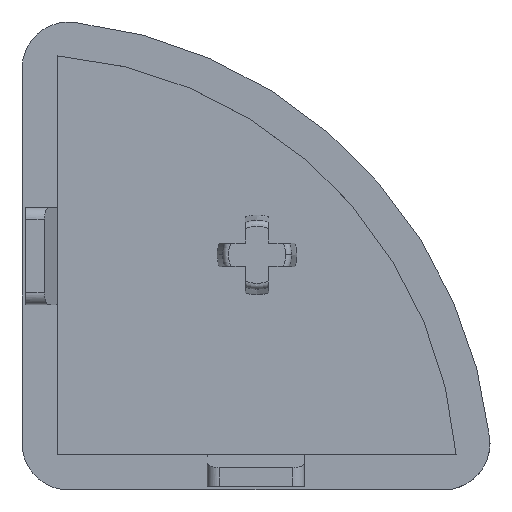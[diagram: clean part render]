
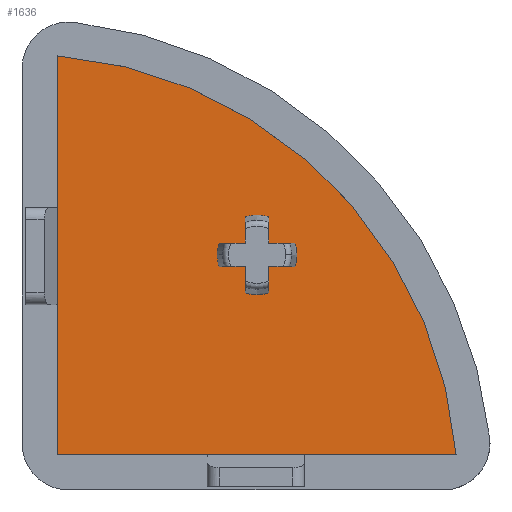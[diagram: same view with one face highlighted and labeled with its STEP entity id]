
A CAD part, top view. The second image highlights one B-rep face of the part: STEP entity #1636.
In plain terms, the highlighted planar face has unit normal (0, 0, 1).
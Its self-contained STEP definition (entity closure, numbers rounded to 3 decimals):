
#1 = CARTESIAN_POINT ( 'NONE',  ( -17.1, -17.1, 3. ) ) ;
#20 = CARTESIAN_POINT ( 'NONE',  ( 17.029, -17.1, 3. ) ) ;
#33 = ORIENTED_EDGE ( 'NONE', *, *, #477, .F. ) ;
#37 = ORIENTED_EDGE ( 'NONE', *, *, #917, .F. ) ;
#47 = CIRCLE ( 'NONE', #356, 3.4 ) ;
#108 = VERTEX_POINT ( 'NONE', #1568 ) ;
#118 = VECTOR ( 'NONE', #664, 1000. ) ;
#139 = DIRECTION ( 'NONE',  ( 1., 0., 0. ) ) ;
#143 = LINE ( 'NONE', #1552, #900 ) ;
#148 = LINE ( 'NONE', #1145, #1625 ) ;
#156 = CARTESIAN_POINT ( 'NONE',  ( -1., 3.25, 3. ) ) ;
#159 = EDGE_CURVE ( 'NONE', #532, #1747, #333, .T. ) ;
#163 = AXIS2_PLACEMENT_3D ( 'NONE', #845, #1840, #986 ) ;
#168 = EDGE_CURVE ( 'NONE', #1640, #195, #374, .T. ) ;
#169 = VERTEX_POINT ( 'NONE', #20 ) ;
#174 = VERTEX_POINT ( 'NONE', #298 ) ;
#175 = CARTESIAN_POINT ( 'NONE',  ( -3.25, 1., 3. ) ) ;
#179 = CARTESIAN_POINT ( 'NONE',  ( 1., -1., 3. ) ) ;
#195 = VERTEX_POINT ( 'NONE', #1 ) ;
#200 = VERTEX_POINT ( 'NONE', #179 ) ;
#209 = FACE_BOUND ( 'NONE', #325, .T. ) ;
#216 = CIRCLE ( 'NONE', #1064, 3.4 ) ;
#217 = VERTEX_POINT ( 'NONE', #1139 ) ;
#219 = CARTESIAN_POINT ( 'NONE',  ( -1., -3.25, 3. ) ) ;
#247 = CARTESIAN_POINT ( 'NONE',  ( 0., 0., 3. ) ) ;
#263 = EDGE_CURVE ( 'NONE', #542, #108, #906, .T. ) ;
#283 = VECTOR ( 'NONE', #1153, 1000. ) ;
#298 = CARTESIAN_POINT ( 'NONE',  ( 1., -3.25, 3. ) ) ;
#299 = DIRECTION ( 'NONE',  ( 1., 0., 0. ) ) ;
#304 = FACE_OUTER_BOUND ( 'NONE', #1034, .T. ) ;
#320 = AXIS2_PLACEMENT_3D ( 'NONE', #1518, #1372, #523 ) ;
#325 = EDGE_LOOP ( 'NONE', ( #1473, #1503, #1469, #1792, #1164, #391, #750, #33, #1799, #1035, #1615, #37, #1379 ) ) ;
#333 = LINE ( 'NONE', #550, #1426 ) ;
#356 = AXIS2_PLACEMENT_3D ( 'NONE', #1849, #994, #139 ) ;
#357 = VERTEX_POINT ( 'NONE', #219 ) ;
#374 = LINE ( 'NONE', #1381, #667 ) ;
#391 = ORIENTED_EDGE ( 'NONE', *, *, #619, .F. ) ;
#440 = CIRCLE ( 'NONE', #163, 37.25 ) ;
#477 = EDGE_CURVE ( 'NONE', #357, #174, #216, .T. ) ;
#488 = EDGE_CURVE ( 'NONE', #586, #217, #559, .T. ) ;
#521 = DIRECTION ( 'NONE',  ( 1., 0., 0. ) ) ;
#523 = DIRECTION ( 'NONE',  ( 1., 0., 0. ) ) ;
#532 = VERTEX_POINT ( 'NONE', #937 ) ;
#542 = VERTEX_POINT ( 'NONE', #1794 ) ;
#550 = CARTESIAN_POINT ( 'NONE',  ( -3.25, -1., 3. ) ) ;
#553 = CARTESIAN_POINT ( 'NONE',  ( -1., -1., 3. ) ) ;
#559 = LINE ( 'NONE', #903, #1311 ) ;
#584 = DIRECTION ( 'NONE',  ( 1., 0., 0. ) ) ;
#586 = VERTEX_POINT ( 'NONE', #804 ) ;
#612 = DIRECTION ( 'NONE',  ( 0., 0., 1. ) ) ;
#619 = EDGE_CURVE ( 'NONE', #200, #542, #838, .T. ) ;
#624 = AXIS2_PLACEMENT_3D ( 'NONE', #1464, #612, #1600 ) ;
#642 = AXIS2_PLACEMENT_3D ( 'NONE', #742, #1737, #881 ) ;
#661 = LINE ( 'NONE', #156, #283 ) ;
#664 = DIRECTION ( 'NONE',  ( 0., -1., 0. ) ) ;
#667 = VECTOR ( 'NONE', #1848, 1000. ) ;
#693 = DIRECTION ( 'NONE',  ( 0., 1., 0. ) ) ;
#742 = CARTESIAN_POINT ( 'NONE',  ( 0., 0., 3. ) ) ;
#749 = LINE ( 'NONE', #799, #1838 ) ;
#750 = ORIENTED_EDGE ( 'NONE', *, *, #1370, .F. ) ;
#775 = EDGE_CURVE ( 'NONE', #195, #169, #148, .T. ) ;
#793 = PLANE ( 'NONE',  #320 ) ;
#799 = CARTESIAN_POINT ( 'NONE',  ( 1., 1., 3. ) ) ;
#800 = EDGE_CURVE ( 'NONE', #1313, #1134, #661, .T. ) ;
#801 = CARTESIAN_POINT ( 'NONE',  ( -17.1, 17.029, 3. ) ) ;
#804 = CARTESIAN_POINT ( 'NONE',  ( 1., 1., 3. ) ) ;
#835 = CARTESIAN_POINT ( 'NONE',  ( -3.4, 0., 3. ) ) ;
#838 = LINE ( 'NONE', #1544, #1175 ) ;
#843 = CARTESIAN_POINT ( 'NONE',  ( -3.25, 1., 3. ) ) ;
#845 = CARTESIAN_POINT ( 'NONE',  ( -20.1, -20.1, 3. ) ) ;
#881 = DIRECTION ( 'NONE',  ( 1., 0., 0. ) ) ;
#900 = VECTOR ( 'NONE', #693, 1000. ) ;
#903 = CARTESIAN_POINT ( 'NONE',  ( 1., 3.25, 3. ) ) ;
#906 = CIRCLE ( 'NONE', #1494, 3.4 ) ;
#917 = EDGE_CURVE ( 'NONE', #954, #1449, #1621, .T. ) ;
#919 = CARTESIAN_POINT ( 'NONE',  ( -1., 1., 3. ) ) ;
#937 = CARTESIAN_POINT ( 'NONE',  ( -3.25, -1., 3. ) ) ;
#954 = VERTEX_POINT ( 'NONE', #175 ) ;
#986 = DIRECTION ( 'NONE',  ( 1., 0., 0. ) ) ;
#994 = DIRECTION ( 'NONE',  ( 0., 0., 1. ) ) ;
#1003 = VECTOR ( 'NONE', #1839, 1000. ) ;
#1019 = ORIENTED_EDGE ( 'NONE', *, *, #1456, .T. ) ;
#1032 = DIRECTION ( 'NONE',  ( 0., 1., 0. ) ) ;
#1034 = EDGE_LOOP ( 'NONE', ( #1126, #1019, #1661 ) ) ;
#1035 = ORIENTED_EDGE ( 'NONE', *, *, #159, .F. ) ;
#1046 = LINE ( 'NONE', #843, #1003 ) ;
#1064 = AXIS2_PLACEMENT_3D ( 'NONE', #247, #1078, #521 ) ;
#1078 = DIRECTION ( 'NONE',  ( 0., 0., 1. ) ) ;
#1126 = ORIENTED_EDGE ( 'NONE', *, *, #775, .T. ) ;
#1134 = VERTEX_POINT ( 'NONE', #919 ) ;
#1139 = CARTESIAN_POINT ( 'NONE',  ( 1., 3.25, 3. ) ) ;
#1143 = DIRECTION ( 'NONE',  ( 1., 0., 0. ) ) ;
#1145 = CARTESIAN_POINT ( 'NONE',  ( -17.1, -17.1, 3. ) ) ;
#1153 = DIRECTION ( 'NONE',  ( 0., -1., 0. ) ) ;
#1164 = ORIENTED_EDGE ( 'NONE', *, *, #263, .F. ) ;
#1175 = VECTOR ( 'NONE', #1392, 1000. ) ;
#1221 = DIRECTION ( 'NONE',  ( -1., 0., 0. ) ) ;
#1240 = EDGE_CURVE ( 'NONE', #1747, #357, #1511, .T. ) ;
#1248 = EDGE_CURVE ( 'NONE', #108, #586, #749, .T. ) ;
#1311 = VECTOR ( 'NONE', #1032, 1000. ) ;
#1313 = VERTEX_POINT ( 'NONE', #1532 ) ;
#1370 = EDGE_CURVE ( 'NONE', #174, #200, #143, .T. ) ;
#1372 = DIRECTION ( 'NONE',  ( 0., 0., 1. ) ) ;
#1379 = ORIENTED_EDGE ( 'NONE', *, *, #1776, .F. ) ;
#1381 = CARTESIAN_POINT ( 'NONE',  ( -17.1, 17.029, 3. ) ) ;
#1392 = DIRECTION ( 'NONE',  ( 1., 0., 0. ) ) ;
#1426 = VECTOR ( 'NONE', #1143, 1000. ) ;
#1449 = VERTEX_POINT ( 'NONE', #835 ) ;
#1456 = EDGE_CURVE ( 'NONE', #169, #1640, #440, .T. ) ;
#1464 = CARTESIAN_POINT ( 'NONE',  ( 0., 0., 3. ) ) ;
#1469 = ORIENTED_EDGE ( 'NONE', *, *, #488, .F. ) ;
#1473 = ORIENTED_EDGE ( 'NONE', *, *, #800, .F. ) ;
#1484 = EDGE_CURVE ( 'NONE', #217, #1313, #47, .T. ) ;
#1490 = EDGE_CURVE ( 'NONE', #1449, #532, #1860, .T. ) ;
#1494 = AXIS2_PLACEMENT_3D ( 'NONE', #1709, #1740, #584 ) ;
#1503 = ORIENTED_EDGE ( 'NONE', *, *, #1484, .F. ) ;
#1511 = LINE ( 'NONE', #1660, #118 ) ;
#1518 = CARTESIAN_POINT ( 'NONE',  ( -20.1, -20.1, 3. ) ) ;
#1532 = CARTESIAN_POINT ( 'NONE',  ( -1., 3.25, 3. ) ) ;
#1544 = CARTESIAN_POINT ( 'NONE',  ( 1., -1., 3. ) ) ;
#1552 = CARTESIAN_POINT ( 'NONE',  ( 1., -1., 3. ) ) ;
#1568 = CARTESIAN_POINT ( 'NONE',  ( 3.25, 1., 3. ) ) ;
#1600 = DIRECTION ( 'NONE',  ( 1., 0., 0. ) ) ;
#1615 = ORIENTED_EDGE ( 'NONE', *, *, #1490, .F. ) ;
#1621 = CIRCLE ( 'NONE', #624, 3.4 ) ;
#1625 = VECTOR ( 'NONE', #299, 1000. ) ;
#1636 = ADVANCED_FACE ( 'NONE', ( #304, #209 ), #793, .T. ) ;
#1640 = VERTEX_POINT ( 'NONE', #801 ) ;
#1660 = CARTESIAN_POINT ( 'NONE',  ( -1., -1., 3. ) ) ;
#1661 = ORIENTED_EDGE ( 'NONE', *, *, #168, .T. ) ;
#1709 = CARTESIAN_POINT ( 'NONE',  ( 0., 0., 3. ) ) ;
#1737 = DIRECTION ( 'NONE',  ( 0., 0., 1. ) ) ;
#1740 = DIRECTION ( 'NONE',  ( 0., 0., 1. ) ) ;
#1747 = VERTEX_POINT ( 'NONE', #553 ) ;
#1776 = EDGE_CURVE ( 'NONE', #1134, #954, #1046, .T. ) ;
#1792 = ORIENTED_EDGE ( 'NONE', *, *, #1248, .F. ) ;
#1794 = CARTESIAN_POINT ( 'NONE',  ( 3.25, -1., 3. ) ) ;
#1799 = ORIENTED_EDGE ( 'NONE', *, *, #1240, .F. ) ;
#1838 = VECTOR ( 'NONE', #1221, 1000. ) ;
#1839 = DIRECTION ( 'NONE',  ( -1., 0., 0. ) ) ;
#1840 = DIRECTION ( 'NONE',  ( 0., 0., 1. ) ) ;
#1848 = DIRECTION ( 'NONE',  ( 0., -1., 0. ) ) ;
#1849 = CARTESIAN_POINT ( 'NONE',  ( 0., 0., 3. ) ) ;
#1860 = CIRCLE ( 'NONE', #642, 3.4 ) ;
